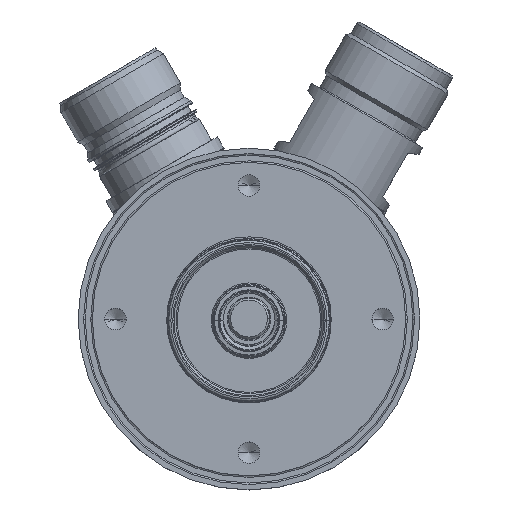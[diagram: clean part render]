
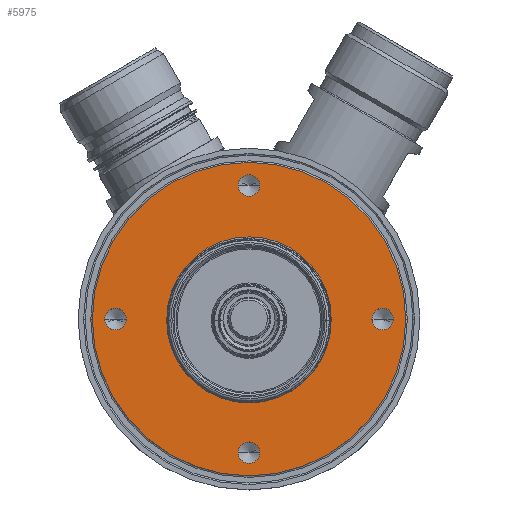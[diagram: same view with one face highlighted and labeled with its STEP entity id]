
A CAD part, top view. The second image highlights one B-rep face of the part: STEP entity #5975.
In plain terms, the highlighted planar face has unit normal (0, 0, 1).
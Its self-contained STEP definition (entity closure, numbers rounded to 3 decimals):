
#58 = ORIENTED_EDGE ( 'NONE', *, *, #10640, .F. ) ;
#150 = EDGE_CURVE ( 'NONE', #7279, #10502, #14005, .T. ) ;
#465 = CARTESIAN_POINT ( 'NONE',  ( 2.1, 26., -9. ) ) ;
#603 = DIRECTION ( 'NONE',  ( 0., 0., 1. ) ) ;
#610 = EDGE_CURVE ( 'NONE', #1158, #8622, #5441, .T. ) ;
#707 = PLANE ( 'NONE',  #6564 ) ;
#1158 = VERTEX_POINT ( 'NONE', #12474 ) ;
#1315 = ORIENTED_EDGE ( 'NONE', *, *, #150, .F. ) ;
#1345 = EDGE_LOOP ( 'NONE', ( #58, #3938 ) ) ;
#1441 = ORIENTED_EDGE ( 'NONE', *, *, #5686, .F. ) ;
#1858 = CARTESIAN_POINT ( 'NONE',  ( 0., -26., -9. ) ) ;
#1863 = DIRECTION ( 'NONE',  ( 0., 0., 1. ) ) ;
#1937 = DIRECTION ( 'NONE',  ( 0., 0., 1. ) ) ;
#1970 = CIRCLE ( 'NONE', #7593, 2.1 ) ;
#2431 = DIRECTION ( 'NONE',  ( 0., 0., 1. ) ) ;
#2459 = EDGE_CURVE ( 'NONE', #8064, #13973, #14338, .T. ) ;
#2582 = FACE_OUTER_BOUND ( 'NONE', #3422, .T. ) ;
#3305 = CIRCLE ( 'NONE', #4241, 30.5 ) ;
#3392 = CARTESIAN_POINT ( 'NONE',  ( 2.1, -26., -9. ) ) ;
#3422 = EDGE_LOOP ( 'NONE', ( #4650, #8884 ) ) ;
#3428 = AXIS2_PLACEMENT_3D ( 'NONE', #1858, #8927, #11331 ) ;
#3476 = EDGE_LOOP ( 'NONE', ( #4028, #14135 ) ) ;
#3597 = CARTESIAN_POINT ( 'NONE',  ( 16., 0., -9. ) ) ;
#3898 = AXIS2_PLACEMENT_3D ( 'NONE', #8862, #603, #7678 ) ;
#3938 = ORIENTED_EDGE ( 'NONE', *, *, #10315, .F. ) ;
#4028 = ORIENTED_EDGE ( 'NONE', *, *, #14737, .F. ) ;
#4241 = AXIS2_PLACEMENT_3D ( 'NONE', #6328, #13428, #14637 ) ;
#4445 = ORIENTED_EDGE ( 'NONE', *, *, #9103, .F. ) ;
#4650 = ORIENTED_EDGE ( 'NONE', *, *, #8772, .T. ) ;
#4669 = DIRECTION ( 'NONE',  ( 1., 0., 0. ) ) ;
#4756 = CARTESIAN_POINT ( 'NONE',  ( 0., 0., -9. ) ) ;
#4828 = CARTESIAN_POINT ( 'NONE',  ( -2.1, 26., -9. ) ) ;
#4971 = DIRECTION ( 'NONE',  ( 0., 0., 1. ) ) ;
#5441 = CIRCLE ( 'NONE', #5829, 30.5 ) ;
#5538 = VERTEX_POINT ( 'NONE', #14705 ) ;
#5591 = CARTESIAN_POINT ( 'NONE',  ( 28.1, 0., -9. ) ) ;
#5686 = EDGE_CURVE ( 'NONE', #9702, #6116, #12376, .T. ) ;
#5829 = AXIS2_PLACEMENT_3D ( 'NONE', #15174, #6895, #9263 ) ;
#5959 = DIRECTION ( 'NONE',  ( 1., 0., 0. ) ) ;
#5975 = ADVANCED_FACE ( 'NONE', ( #15176, #12006, #13125, #8853, #2582, #6463 ), #707, .T. ) ;
#6116 = VERTEX_POINT ( 'NONE', #8253 ) ;
#6323 = AXIS2_PLACEMENT_3D ( 'NONE', #4756, #13043, #5959 ) ;
#6328 = CARTESIAN_POINT ( 'NONE',  ( 0., 0., -9. ) ) ;
#6463 = FACE_BOUND ( 'NONE', #3476, .T. ) ;
#6507 = VERTEX_POINT ( 'NONE', #3392 ) ;
#6564 = AXIS2_PLACEMENT_3D ( 'NONE', #10169, #2431, #14892 ) ;
#6577 = EDGE_CURVE ( 'NONE', #6116, #9702, #9764, .T. ) ;
#6598 = VERTEX_POINT ( 'NONE', #3597 ) ;
#6719 = CIRCLE ( 'NONE', #3428, 2.1 ) ;
#6895 = DIRECTION ( 'NONE',  ( 0., 0., 1. ) ) ;
#6913 = CARTESIAN_POINT ( 'NONE',  ( 0., 0., -9. ) ) ;
#7279 = VERTEX_POINT ( 'NONE', #465 ) ;
#7334 = DIRECTION ( 'NONE',  ( 0., 0., 1. ) ) ;
#7444 = CARTESIAN_POINT ( 'NONE',  ( -26., 0., -9. ) ) ;
#7593 = AXIS2_PLACEMENT_3D ( 'NONE', #10201, #1937, #12563 ) ;
#7657 = CARTESIAN_POINT ( 'NONE',  ( 0., -26., -9. ) ) ;
#7678 = DIRECTION ( 'NONE',  ( 1., 0., 0. ) ) ;
#7725 = CARTESIAN_POINT ( 'NONE',  ( -28.1, 0., -9. ) ) ;
#8064 = VERTEX_POINT ( 'NONE', #10720 ) ;
#8088 = DIRECTION ( 'NONE',  ( 1., 0., 0. ) ) ;
#8209 = DIRECTION ( 'NONE',  ( 1., 0., 0. ) ) ;
#8212 = VERTEX_POINT ( 'NONE', #11768 ) ;
#8253 = CARTESIAN_POINT ( 'NONE',  ( 23.9, 0., -9. ) ) ;
#8367 = AXIS2_PLACEMENT_3D ( 'NONE', #7444, #14106, #4669 ) ;
#8505 = EDGE_CURVE ( 'NONE', #13973, #8064, #1970, .T. ) ;
#8506 = CIRCLE ( 'NONE', #14347, 2.1 ) ;
#8622 = VERTEX_POINT ( 'NONE', #13814 ) ;
#8742 = ORIENTED_EDGE ( 'NONE', *, *, #2459, .F. ) ;
#8772 = EDGE_CURVE ( 'NONE', #8622, #1158, #3305, .T. ) ;
#8853 = FACE_BOUND ( 'NONE', #14625, .T. ) ;
#8862 = CARTESIAN_POINT ( 'NONE',  ( 26., 0., -9. ) ) ;
#8884 = ORIENTED_EDGE ( 'NONE', *, *, #610, .T. ) ;
#8927 = DIRECTION ( 'NONE',  ( 0., 0., 1. ) ) ;
#8938 = CARTESIAN_POINT ( 'NONE',  ( 0., 26., -9. ) ) ;
#9044 = CIRCLE ( 'NONE', #9626, 2.1 ) ;
#9103 = EDGE_CURVE ( 'NONE', #10502, #7279, #8506, .T. ) ;
#9263 = DIRECTION ( 'NONE',  ( 1., 0., 0. ) ) ;
#9388 = AXIS2_PLACEMENT_3D ( 'NONE', #6913, #15187, #8088 ) ;
#9485 = CARTESIAN_POINT ( 'NONE',  ( 26., 0., -9. ) ) ;
#9565 = CIRCLE ( 'NONE', #9388, 16. ) ;
#9626 = AXIS2_PLACEMENT_3D ( 'NONE', #7657, #14124, #8209 ) ;
#9702 = VERTEX_POINT ( 'NONE', #5591 ) ;
#9764 = CIRCLE ( 'NONE', #14676, 2.1 ) ;
#9773 = ORIENTED_EDGE ( 'NONE', *, *, #8505, .F. ) ;
#10133 = DIRECTION ( 'NONE',  ( 1., 0., 0. ) ) ;
#10169 = CARTESIAN_POINT ( 'NONE',  ( 0., 30.5, -9. ) ) ;
#10201 = CARTESIAN_POINT ( 'NONE',  ( -26., 0., -9. ) ) ;
#10315 = EDGE_CURVE ( 'NONE', #5538, #6507, #9044, .T. ) ;
#10502 = VERTEX_POINT ( 'NONE', #4828 ) ;
#10640 = EDGE_CURVE ( 'NONE', #6507, #5538, #6719, .T. ) ;
#10720 = CARTESIAN_POINT ( 'NONE',  ( -23.9, 0., -9. ) ) ;
#11044 = CIRCLE ( 'NONE', #6323, 16. ) ;
#11331 = DIRECTION ( 'NONE',  ( 1., 0., 0. ) ) ;
#11375 = EDGE_LOOP ( 'NONE', ( #1441, #12750 ) ) ;
#11678 = AXIS2_PLACEMENT_3D ( 'NONE', #8938, #1863, #10133 ) ;
#11768 = CARTESIAN_POINT ( 'NONE',  ( -16., 0., -9. ) ) ;
#12006 = FACE_BOUND ( 'NONE', #11375, .T. ) ;
#12070 = DIRECTION ( 'NONE',  ( 1., 0., 0. ) ) ;
#12376 = CIRCLE ( 'NONE', #3898, 2.1 ) ;
#12474 = CARTESIAN_POINT ( 'NONE',  ( -30.5, 0., -9. ) ) ;
#12563 = DIRECTION ( 'NONE',  ( 1., 0., 0. ) ) ;
#12750 = ORIENTED_EDGE ( 'NONE', *, *, #6577, .F. ) ;
#13043 = DIRECTION ( 'NONE',  ( 0., 0., 1. ) ) ;
#13125 = FACE_BOUND ( 'NONE', #1345, .T. ) ;
#13271 = CARTESIAN_POINT ( 'NONE',  ( 0., 26., -9. ) ) ;
#13428 = DIRECTION ( 'NONE',  ( 0., 0., 1. ) ) ;
#13814 = CARTESIAN_POINT ( 'NONE',  ( 30.5, 0., -9. ) ) ;
#13973 = VERTEX_POINT ( 'NONE', #7725 ) ;
#14005 = CIRCLE ( 'NONE', #11678, 2.1 ) ;
#14106 = DIRECTION ( 'NONE',  ( 0., 0., 1. ) ) ;
#14119 = EDGE_CURVE ( 'NONE', #8212, #6598, #9565, .T. ) ;
#14124 = DIRECTION ( 'NONE',  ( 0., 0., 1. ) ) ;
#14135 = ORIENTED_EDGE ( 'NONE', *, *, #14119, .F. ) ;
#14292 = EDGE_LOOP ( 'NONE', ( #1315, #4445 ) ) ;
#14338 = CIRCLE ( 'NONE', #8367, 2.1 ) ;
#14347 = AXIS2_PLACEMENT_3D ( 'NONE', #13271, #4971, #12070 ) ;
#14448 = DIRECTION ( 'NONE',  ( 1., 0., 0. ) ) ;
#14625 = EDGE_LOOP ( 'NONE', ( #8742, #9773 ) ) ;
#14637 = DIRECTION ( 'NONE',  ( 1., 0., 0. ) ) ;
#14676 = AXIS2_PLACEMENT_3D ( 'NONE', #9485, #7334, #14448 ) ;
#14705 = CARTESIAN_POINT ( 'NONE',  ( -2.1, -26., -9. ) ) ;
#14737 = EDGE_CURVE ( 'NONE', #6598, #8212, #11044, .T. ) ;
#14892 = DIRECTION ( 'NONE',  ( 1., 0., 0. ) ) ;
#15174 = CARTESIAN_POINT ( 'NONE',  ( 0., 0., -9. ) ) ;
#15176 = FACE_BOUND ( 'NONE', #14292, .T. ) ;
#15187 = DIRECTION ( 'NONE',  ( 0., 0., 1. ) ) ;
